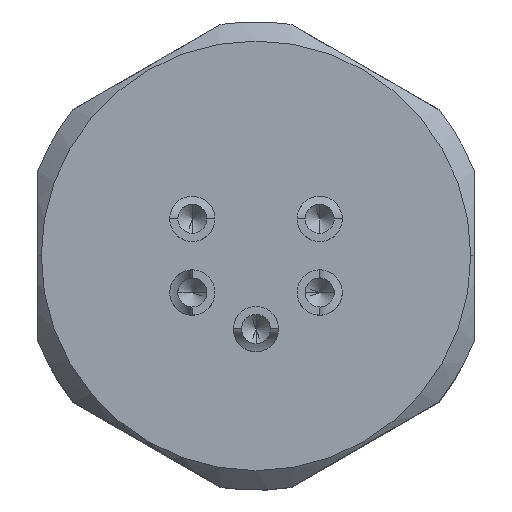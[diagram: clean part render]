
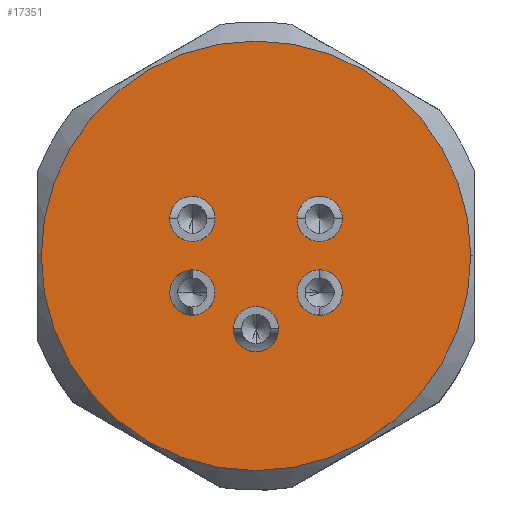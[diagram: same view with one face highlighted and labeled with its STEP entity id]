
A CAD part, top view. The second image highlights one B-rep face of the part: STEP entity #17351.
In plain terms, the highlighted planar face has unit normal (0, 0, 1).
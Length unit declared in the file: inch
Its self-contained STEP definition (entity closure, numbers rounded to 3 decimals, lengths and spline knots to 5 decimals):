
#4704=CARTESIAN_POINT('',(0.,0.,0.));
#4705=DIRECTION('',(0.,0.,1.));
#4706=DIRECTION('',(1.,0.,0.));
#4707=AXIS2_PLACEMENT_3D('',#4704,#4705,#4706);
#4822=CARTESIAN_POINT('',(0.,0.,0.));
#4823=DIRECTION('',(0.,0.,-1.));
#4824=DIRECTION('',(1.,0.,0.));
#4825=AXIS2_PLACEMENT_3D('',#4822,#4823,#4824);
#4840=CARTESIAN_POINT('',(-0.15512,-0.08976,0.));
#4841=DIRECTION('',(0.,0.,1.));
#4842=DIRECTION('',(1.,0.,0.));
#4843=AXIS2_PLACEMENT_3D('',#4840,#4841,#4842);
#4845=CARTESIAN_POINT('',(-0.15512,-0.08976,0.));
#4846=DIRECTION('',(0.,0.,1.));
#4847=DIRECTION('',(-1.,0.,0.));
#4848=AXIS2_PLACEMENT_3D('',#4845,#4846,#4847);
#4850=CARTESIAN_POINT('',(0.15512,-0.08976,0.));
#4851=DIRECTION('',(0.,0.,1.));
#4852=DIRECTION('',(-1.,0.,0.));
#4853=AXIS2_PLACEMENT_3D('',#4850,#4851,#4852);
#4855=CARTESIAN_POINT('',(0.15512,-0.08976,0.));
#4856=DIRECTION('',(0.,0.,1.));
#4857=DIRECTION('',(1.,0.,0.));
#4858=AXIS2_PLACEMENT_3D('',#4855,#4856,#4857);
#4860=CARTESIAN_POINT('',(-0.15512,0.08976,0.));
#4861=DIRECTION('',(0.,0.,1.));
#4862=DIRECTION('',(0.,-1.,0.));
#4863=AXIS2_PLACEMENT_3D('',#4860,#4861,#4862);
#4865=CARTESIAN_POINT('',(-0.15512,0.08976,0.));
#4866=DIRECTION('',(0.,0.,1.));
#4867=DIRECTION('',(0.,1.,0.));
#4868=AXIS2_PLACEMENT_3D('',#4865,#4866,#4867);
#4870=CARTESIAN_POINT('',(0.15512,0.08976,0.));
#4871=DIRECTION('',(0.,0.,1.));
#4872=DIRECTION('',(0.,-1.,0.));
#4873=AXIS2_PLACEMENT_3D('',#4870,#4871,#4872);
#4875=CARTESIAN_POINT('',(0.15512,0.08976,0.));
#4876=DIRECTION('',(0.,0.,1.));
#4877=DIRECTION('',(0.,1.,0.));
#4878=AXIS2_PLACEMENT_3D('',#4875,#4876,#4877);
#4880=CARTESIAN_POINT('',(0.,-0.17874,0.));
#4881=DIRECTION('',(0.,0.,1.));
#4882=DIRECTION('',(0.,1.,0.));
#4883=AXIS2_PLACEMENT_3D('',#4880,#4881,#4882);
#4885=CARTESIAN_POINT('',(0.,-0.17874,0.));
#4886=DIRECTION('',(0.,0.,1.));
#4887=DIRECTION('',(0.,-1.,0.));
#4888=AXIS2_PLACEMENT_3D('',#4885,#4886,#4887);
#10441=CARTESIAN_POINT('',(0.52362,0.,0.));
#10442=CARTESIAN_POINT('',(-0.52362,0.,0.));
#10443=VERTEX_POINT('',#10441);
#10444=VERTEX_POINT('',#10442);
#11930=CARTESIAN_POINT('',(0.,-0.23386,0.));
#11931=CARTESIAN_POINT('',(0.,-0.12362,0.));
#11932=VERTEX_POINT('',#11930);
#11933=VERTEX_POINT('',#11931);
#11934=CARTESIAN_POINT('',(0.15512,0.14488,0.));
#11935=CARTESIAN_POINT('',(0.15512,0.03465,0.));
#11936=VERTEX_POINT('',#11934);
#11937=VERTEX_POINT('',#11935);
#11938=CARTESIAN_POINT('',(-0.15512,0.14488,0.));
#11939=CARTESIAN_POINT('',(-0.15512,0.03465,0.));
#11940=VERTEX_POINT('',#11938);
#11941=VERTEX_POINT('',#11939);
#11942=CARTESIAN_POINT('',(0.21024,-0.08976,0.));
#11943=CARTESIAN_POINT('',(0.1,-0.08976,0.));
#11944=VERTEX_POINT('',#11942);
#11945=VERTEX_POINT('',#11943);
#11946=CARTESIAN_POINT('',(-0.21024,-0.08976,0.));
#11947=CARTESIAN_POINT('',(-0.1,-0.08976,0.));
#11948=VERTEX_POINT('',#11946);
#11949=VERTEX_POINT('',#11947);
#17312=CARTESIAN_POINT('',(0.,0.,0.));
#17313=DIRECTION('',(0.,0.,1.));
#17314=DIRECTION('',(-1.,0.,0.));
#17315=AXIS2_PLACEMENT_3D('',#17312,#17313,#17314);
#17316=PLANE('',#17315);
#17317=ORIENTED_EDGE('',*,*,#17304,.T.);
#17318=ORIENTED_EDGE('',*,*,#17193,.F.);
#17319=EDGE_LOOP('',(#17317,#17318));
#17320=FACE_OUTER_BOUND('',#17319,.F.);
#17322=ORIENTED_EDGE('',*,*,#17321,.T.);
#17324=ORIENTED_EDGE('',*,*,#17323,.T.);
#17325=EDGE_LOOP('',(#17322,#17324));
#17326=FACE_BOUND('',#17325,.F.);
#17328=ORIENTED_EDGE('',*,*,#17327,.T.);
#17330=ORIENTED_EDGE('',*,*,#17329,.T.);
#17331=EDGE_LOOP('',(#17328,#17330));
#17332=FACE_BOUND('',#17331,.F.);
#17334=ORIENTED_EDGE('',*,*,#17333,.T.);
#17336=ORIENTED_EDGE('',*,*,#17335,.T.);
#17337=EDGE_LOOP('',(#17334,#17336));
#17338=FACE_BOUND('',#17337,.F.);
#17340=ORIENTED_EDGE('',*,*,#17339,.T.);
#17342=ORIENTED_EDGE('',*,*,#17341,.T.);
#17343=EDGE_LOOP('',(#17340,#17342));
#17344=FACE_BOUND('',#17343,.F.);
#17346=ORIENTED_EDGE('',*,*,#17345,.T.);
#17348=ORIENTED_EDGE('',*,*,#17347,.T.);
#17349=EDGE_LOOP('',(#17346,#17348));
#17350=FACE_BOUND('',#17349,.F.);
#17351=ADVANCED_FACE('',(#17320,#17326,#17332,#17338,#17344,#17350),#17316,.T.);
#4708=CIRCLE('',#4707,0.52362);
#4826=CIRCLE('',#4825,0.52362);
#4844=CIRCLE('',#4843,0.05512);
#4849=CIRCLE('',#4848,0.05512);
#4854=CIRCLE('',#4853,0.05512);
#4859=CIRCLE('',#4858,0.05512);
#4864=CIRCLE('',#4863,0.05512);
#4869=CIRCLE('',#4868,0.05512);
#4874=CIRCLE('',#4873,0.05512);
#4879=CIRCLE('',#4878,0.05512);
#4884=CIRCLE('',#4883,0.05512);
#4889=CIRCLE('',#4888,0.05512);
#17193=EDGE_CURVE('',#10443,#10444,#4708,.T.);
#17304=EDGE_CURVE('',#10443,#10444,#4826,.T.);
#17321=EDGE_CURVE('',#11945,#11944,#4854,.T.);
#17323=EDGE_CURVE('',#11944,#11945,#4859,.T.);
#17327=EDGE_CURVE('',#11941,#11940,#4864,.T.);
#17329=EDGE_CURVE('',#11940,#11941,#4869,.T.);
#17333=EDGE_CURVE('',#11937,#11936,#4874,.T.);
#17335=EDGE_CURVE('',#11936,#11937,#4879,.T.);
#17339=EDGE_CURVE('',#11933,#11932,#4884,.T.);
#17341=EDGE_CURVE('',#11932,#11933,#4889,.T.);
#17345=EDGE_CURVE('',#11949,#11948,#4844,.T.);
#17347=EDGE_CURVE('',#11948,#11949,#4849,.T.);
